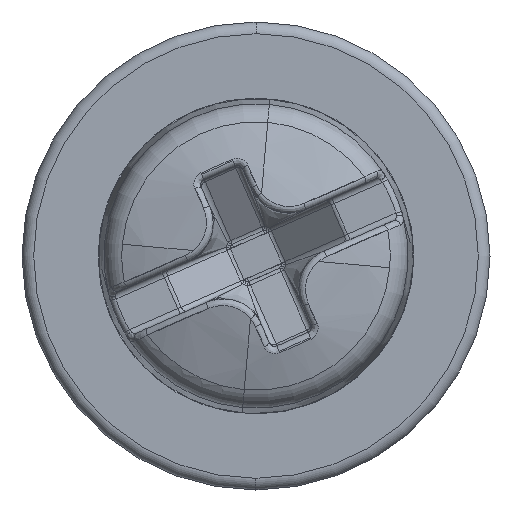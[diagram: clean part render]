
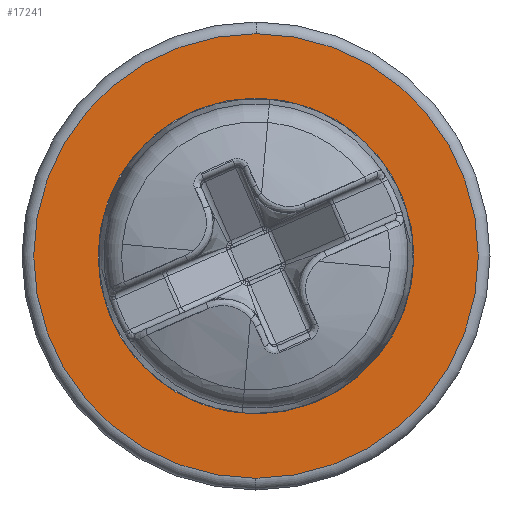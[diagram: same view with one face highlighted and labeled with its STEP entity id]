
A CAD part, left-side view. The second image highlights one B-rep face of the part: STEP entity #17241.
In plain terms, the highlighted face is planar.
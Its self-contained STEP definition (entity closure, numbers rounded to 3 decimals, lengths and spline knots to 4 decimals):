
#2129=CIRCLE('',#18100,3.8);
#2131=CIRCLE('',#18103,3.8);
#2133=CIRCLE('',#18107,2.7);
#2134=CIRCLE('',#18108,2.7);
#5379=ORIENTED_EDGE('',*,*,#9324,.T.);
#5380=ORIENTED_EDGE('',*,*,#9326,.T.);
#5381=ORIENTED_EDGE('',*,*,#9330,.F.);
#5382=ORIENTED_EDGE('',*,*,#9331,.F.);
#9324=EDGE_CURVE('',#11455,#11457,#2129,.T.);
#9326=EDGE_CURVE('',#11457,#11455,#2131,.T.);
#9330=EDGE_CURVE('',#11460,#11461,#2133,.T.);
#9331=EDGE_CURVE('',#11461,#11460,#2134,.T.);
#11455=VERTEX_POINT('',#39871);
#11457=VERTEX_POINT('',#39875);
#11460=VERTEX_POINT('',#39888);
#11461=VERTEX_POINT('',#39889);
#14942=EDGE_LOOP('',(#5379,#5380));
#14943=EDGE_LOOP('',(#5381,#5382));
#16076=FACE_BOUND('',#14942,.T.);
#16077=FACE_BOUND('',#14943,.T.);
#16597=PLANE('',#18106);
#17241=ADVANCED_FACE('',(#16076,#16077),#16597,.T.);
#18100=AXIS2_PLACEMENT_3D('',#39876,#19330,#19331);
#18103=AXIS2_PLACEMENT_3D('',#39879,#19336,#19337);
#18106=AXIS2_PLACEMENT_3D('',#39886,#19344,#19345);
#18107=AXIS2_PLACEMENT_3D('',#39887,#19346,#19347);
#18108=AXIS2_PLACEMENT_3D('',#39890,#19348,#19349);
#19330=DIRECTION('',(0.,0.,1.));
#19331=DIRECTION('',(1.,0.,0.));
#19336=DIRECTION('',(0.,0.,1.));
#19337=DIRECTION('',(1.,0.,0.));
#19344=DIRECTION('',(0.,0.,1.));
#19345=DIRECTION('',(-1.,0.,0.));
#19346=DIRECTION('',(0.,0.,1.));
#19347=DIRECTION('',(1.,0.,0.));
#19348=DIRECTION('',(0.,0.,1.));
#19349=DIRECTION('',(1.,0.,0.));
#39871=CARTESIAN_POINT('',(3.8,0.,2.5));
#39875=CARTESIAN_POINT('',(-3.8,0.,2.5));
#39876=CARTESIAN_POINT('',(0.,0.,2.5));
#39879=CARTESIAN_POINT('',(0.,0.,2.5));
#39886=CARTESIAN_POINT('',(0.,0.,2.5));
#39887=CARTESIAN_POINT('',(0.,0.,2.5));
#39888=CARTESIAN_POINT('',(-2.7,0.,2.5));
#39889=CARTESIAN_POINT('',(2.7,0.,2.5));
#39890=CARTESIAN_POINT('',(0.,0.,2.5));
